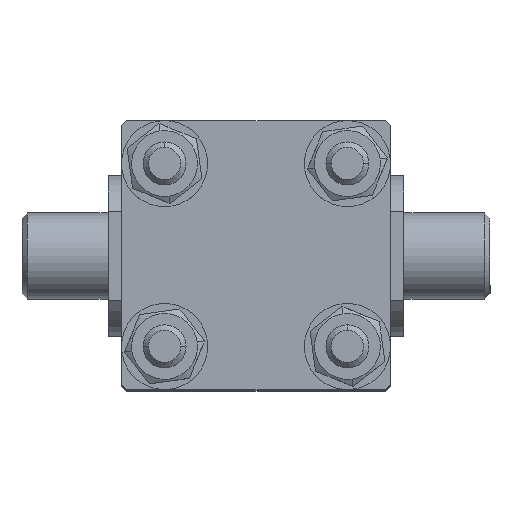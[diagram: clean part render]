
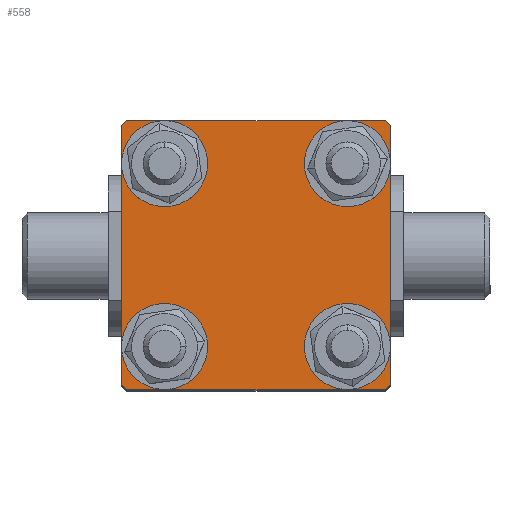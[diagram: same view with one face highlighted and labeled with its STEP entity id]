
A CAD part, top view. The second image highlights one B-rep face of the part: STEP entity #558.
In plain terms, the highlighted planar face has unit normal (0, 0, 1).
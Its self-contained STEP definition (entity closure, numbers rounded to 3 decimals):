
#558 = ADVANCED_FACE ( 'NONE', ( #3245, #3248, #3241, #3247, #3244 ), #2807, .F. ) ;
#1153 = EDGE_CURVE ( 'NONE', #2256, #2259, #6999, .T. ) ;
#1157 = EDGE_CURVE ( 'NONE', #2260, #2261, #7002, .T. ) ;
#1161 = EDGE_CURVE ( 'NONE', #2264, #2265, #7008, .T. ) ;
#1165 = EDGE_CURVE ( 'NONE', #2268, #2269, #7014, .T. ) ;
#1202 = EDGE_CURVE ( 'NONE', #2299, #2297, #7073, .T. ) ;
#1205 = EDGE_CURVE ( 'NONE', #2301, #2282, #7077, .T. ) ;
#1209 = EDGE_CURVE ( 'NONE', #2300, #2280, #7085, .T. ) ;
#1212 = EDGE_CURVE ( 'NONE', #2302, #2303, #7091, .T. ) ;
#1215 = EDGE_CURVE ( 'NONE', #2259, #2256, #7096, .T. ) ;
#1216 = EDGE_CURVE ( 'NONE', #2261, #2260, #7098, .T. ) ;
#1217 = EDGE_CURVE ( 'NONE', #2265, #2264, #7099, .T. ) ;
#1218 = EDGE_CURVE ( 'NONE', #2269, #2268, #7100, .T. ) ;
#1219 = EDGE_CURVE ( 'NONE', #2280, #2302, #7101, .T. ) ;
#1220 = EDGE_CURVE ( 'NONE', #2303, #2299, #7102, .T. ) ;
#1221 = EDGE_CURVE ( 'NONE', #2297, #2301, #7104, .T. ) ;
#1222 = EDGE_CURVE ( 'NONE', #2282, #2300, #7106, .T. ) ;
#1373 = AXIS2_PLACEMENT_3D ( 'NONE', #2803, #2804, #2810 ) ;
#1773 = ORIENTED_EDGE ( 'NONE', *, *, #1215, .T. ) ;
#1774 = ORIENTED_EDGE ( 'NONE', *, *, #1153, .T. ) ;
#1775 = ORIENTED_EDGE ( 'NONE', *, *, #1216, .T. ) ;
#1776 = ORIENTED_EDGE ( 'NONE', *, *, #1157, .T. ) ;
#1777 = ORIENTED_EDGE ( 'NONE', *, *, #1217, .T. ) ;
#1778 = ORIENTED_EDGE ( 'NONE', *, *, #1161, .T. ) ;
#1779 = ORIENTED_EDGE ( 'NONE', *, *, #1218, .T. ) ;
#1780 = ORIENTED_EDGE ( 'NONE', *, *, #1165, .T. ) ;
#1781 = ORIENTED_EDGE ( 'NONE', *, *, #1209, .T. ) ;
#1782 = ORIENTED_EDGE ( 'NONE', *, *, #1219, .T. ) ;
#1783 = ORIENTED_EDGE ( 'NONE', *, *, #1212, .T. ) ;
#1784 = ORIENTED_EDGE ( 'NONE', *, *, #1220, .T. ) ;
#1785 = ORIENTED_EDGE ( 'NONE', *, *, #1202, .T. ) ;
#1786 = ORIENTED_EDGE ( 'NONE', *, *, #1221, .T. ) ;
#1787 = ORIENTED_EDGE ( 'NONE', *, *, #1205, .T. ) ;
#1788 = ORIENTED_EDGE ( 'NONE', *, *, #1222, .T. ) ;
#2256 = VERTEX_POINT ( 'NONE', #8782 ) ;
#2259 = VERTEX_POINT ( 'NONE', #8785 ) ;
#2260 = VERTEX_POINT ( 'NONE', #8786 ) ;
#2261 = VERTEX_POINT ( 'NONE', #8787 ) ;
#2264 = VERTEX_POINT ( 'NONE', #8790 ) ;
#2265 = VERTEX_POINT ( 'NONE', #8791 ) ;
#2268 = VERTEX_POINT ( 'NONE', #8794 ) ;
#2269 = VERTEX_POINT ( 'NONE', #8795 ) ;
#2280 = VERTEX_POINT ( 'NONE', #8806 ) ;
#2282 = VERTEX_POINT ( 'NONE', #8808 ) ;
#2297 = VERTEX_POINT ( 'NONE', #8823 ) ;
#2299 = VERTEX_POINT ( 'NONE', #8825 ) ;
#2300 = VERTEX_POINT ( 'NONE', #8826 ) ;
#2301 = VERTEX_POINT ( 'NONE', #8827 ) ;
#2302 = VERTEX_POINT ( 'NONE', #8828 ) ;
#2303 = VERTEX_POINT ( 'NONE', #8829 ) ;
#2313 = EDGE_LOOP ( 'NONE', ( #1777, #1778 ) ) ;
#2315 = EDGE_LOOP ( 'NONE', ( #1775, #1776 ) ) ;
#2316 = EDGE_LOOP ( 'NONE', ( #1781, #1782, #1783, #1784, #1785, #1786, #1787, #1788 ) ) ;
#2317 = EDGE_LOOP ( 'NONE', ( #1773, #1774 ) ) ;
#2318 = EDGE_LOOP ( 'NONE', ( #1779, #1780 ) ) ;
#2803 = CARTESIAN_POINT ( 'NONE',  ( 0., 0., 12.5 ) ) ;
#2804 = DIRECTION ( 'NONE',  ( 0., 0., -1. ) ) ;
#2807 = PLANE ( 'NONE',  #1373 ) ;
#2810 = DIRECTION ( 'NONE',  ( -1., 0., 0. ) ) ;
#3241 = FACE_BOUND ( 'NONE', #2313, .T. ) ;
#3244 = FACE_OUTER_BOUND ( 'NONE', #2316, .T. ) ;
#3245 = FACE_BOUND ( 'NONE', #2317, .T. ) ;
#3247 = FACE_BOUND ( 'NONE', #2318, .T. ) ;
#3248 = FACE_BOUND ( 'NONE', #2315, .T. ) ;
#5821 = AXIS2_PLACEMENT_3D ( 'NONE', #8178, #8179, #8180 ) ;
#5824 = AXIS2_PLACEMENT_3D ( 'NONE', #8188, #8189, #8190 ) ;
#5827 = AXIS2_PLACEMENT_3D ( 'NONE', #8198, #8199, #8200 ) ;
#5831 = AXIS2_PLACEMENT_3D ( 'NONE', #8208, #8209, #8210 ) ;
#5851 = AXIS2_PLACEMENT_3D ( 'NONE', #8453, #8454, #8455 ) ;
#5852 = AXIS2_PLACEMENT_3D ( 'NONE', #8456, #8457, #8458 ) ;
#5853 = AXIS2_PLACEMENT_3D ( 'NONE', #8461, #8462, #8463 ) ;
#5854 = AXIS2_PLACEMENT_3D ( 'NONE', #8464, #8465, #8466 ) ;
#6999 = CIRCLE ( 'NONE', #5821, 4.5 ) ;
#7002 = CIRCLE ( 'NONE', #5824, 4.5 ) ;
#7008 = CIRCLE ( 'NONE', #5827, 4.5 ) ;
#7014 = CIRCLE ( 'NONE', #5831, 4.5 ) ;
#7073 = LINE ( 'NONE', #8422, #7074 ) ;
#7074 = VECTOR ( 'NONE', #8418, 1000. ) ;
#7077 = LINE ( 'NONE', #8434, #7080 ) ;
#7080 = VECTOR ( 'NONE', #8435, 1000. ) ;
#7085 = LINE ( 'NONE', #8442, #7088 ) ;
#7088 = VECTOR ( 'NONE', #8443, 1000. ) ;
#7091 = LINE ( 'NONE', #8430, #7093 ) ;
#7093 = VECTOR ( 'NONE', #8425, 1000. ) ;
#7096 = CIRCLE ( 'NONE', #5851, 4.5 ) ;
#7098 = CIRCLE ( 'NONE', #5852, 4.5 ) ;
#7099 = CIRCLE ( 'NONE', #5853, 4.5 ) ;
#7100 = CIRCLE ( 'NONE', #5854, 4.5 ) ;
#7101 = LINE ( 'NONE', #8459, #7103 ) ;
#7102 = LINE ( 'NONE', #8467, #7105 ) ;
#7103 = VECTOR ( 'NONE', #8460, 1000. ) ;
#7104 = LINE ( 'NONE', #8469, #7107 ) ;
#7105 = VECTOR ( 'NONE', #8468, 1000. ) ;
#7106 = LINE ( 'NONE', #8471, #7109 ) ;
#7107 = VECTOR ( 'NONE', #8470, 1000. ) ;
#7109 = VECTOR ( 'NONE', #8472, 1000. ) ;
#8178 = CARTESIAN_POINT ( 'NONE',  ( -17., 17., 12.5 ) ) ;
#8179 = DIRECTION ( 'NONE',  ( 0., 0., -1. ) ) ;
#8180 = DIRECTION ( 'NONE',  ( -1., 0., 0. ) ) ;
#8188 = CARTESIAN_POINT ( 'NONE',  ( -17., -17., 12.5 ) ) ;
#8189 = DIRECTION ( 'NONE',  ( 0., 0., -1. ) ) ;
#8190 = DIRECTION ( 'NONE',  ( -1., 0., 0. ) ) ;
#8198 = CARTESIAN_POINT ( 'NONE',  ( 17., -17., 12.5 ) ) ;
#8199 = DIRECTION ( 'NONE',  ( 0., 0., -1. ) ) ;
#8200 = DIRECTION ( 'NONE',  ( -1., 0., 0. ) ) ;
#8208 = CARTESIAN_POINT ( 'NONE',  ( 17., 17., 12.5 ) ) ;
#8209 = DIRECTION ( 'NONE',  ( 0., 0., -1. ) ) ;
#8210 = DIRECTION ( 'NONE',  ( -1., 0., 0. ) ) ;
#8418 = DIRECTION ( 'NONE',  ( 0., 1., 0. ) ) ;
#8422 = CARTESIAN_POINT ( 'NONE',  ( 25., -25., 12.5 ) ) ;
#8425 = DIRECTION ( 'NONE',  ( 1., 0., 0. ) ) ;
#8430 = CARTESIAN_POINT ( 'NONE',  ( -25., -25., 12.5 ) ) ;
#8434 = CARTESIAN_POINT ( 'NONE',  ( -25., 25., 12.5 ) ) ;
#8435 = DIRECTION ( 'NONE',  ( -1., 0., 0. ) ) ;
#8442 = CARTESIAN_POINT ( 'NONE',  ( -25., -25., 12.5 ) ) ;
#8443 = DIRECTION ( 'NONE',  ( 0., -1., 0. ) ) ;
#8453 = CARTESIAN_POINT ( 'NONE',  ( -17., 17., 12.5 ) ) ;
#8454 = DIRECTION ( 'NONE',  ( 0., 0., -1. ) ) ;
#8455 = DIRECTION ( 'NONE',  ( -1., 0., 0. ) ) ;
#8456 = CARTESIAN_POINT ( 'NONE',  ( -17., -17., 12.5 ) ) ;
#8457 = DIRECTION ( 'NONE',  ( 0., 0., -1. ) ) ;
#8458 = DIRECTION ( 'NONE',  ( -1., 0., 0. ) ) ;
#8459 = CARTESIAN_POINT ( 'NONE',  ( -24., -25., 12.5 ) ) ;
#8460 = DIRECTION ( 'NONE',  ( 0.707, -0.707, 0. ) ) ;
#8461 = CARTESIAN_POINT ( 'NONE',  ( 17., -17., 12.5 ) ) ;
#8462 = DIRECTION ( 'NONE',  ( 0., 0., -1. ) ) ;
#8463 = DIRECTION ( 'NONE',  ( -1., 0., 0. ) ) ;
#8464 = CARTESIAN_POINT ( 'NONE',  ( 17., 17., 12.5 ) ) ;
#8465 = DIRECTION ( 'NONE',  ( 0., 0., -1. ) ) ;
#8466 = DIRECTION ( 'NONE',  ( -1., 0., 0. ) ) ;
#8467 = CARTESIAN_POINT ( 'NONE',  ( 25., -24., 12.5 ) ) ;
#8468 = DIRECTION ( 'NONE',  ( 0.707, 0.707, 0. ) ) ;
#8469 = CARTESIAN_POINT ( 'NONE',  ( 24., 25., 12.5 ) ) ;
#8470 = DIRECTION ( 'NONE',  ( -0.707, 0.707, 0. ) ) ;
#8471 = CARTESIAN_POINT ( 'NONE',  ( -25., 24., 12.5 ) ) ;
#8472 = DIRECTION ( 'NONE',  ( -0.707, -0.707, 0. ) ) ;
#8782 = CARTESIAN_POINT ( 'NONE',  ( -12.5, 17., 12.5 ) ) ;
#8785 = CARTESIAN_POINT ( 'NONE',  ( -21.5, 17., 12.5 ) ) ;
#8786 = CARTESIAN_POINT ( 'NONE',  ( -12.5, -17., 12.5 ) ) ;
#8787 = CARTESIAN_POINT ( 'NONE',  ( -21.5, -17., 12.5 ) ) ;
#8790 = CARTESIAN_POINT ( 'NONE',  ( 21.5, -17., 12.5 ) ) ;
#8791 = CARTESIAN_POINT ( 'NONE',  ( 12.5, -17., 12.5 ) ) ;
#8794 = CARTESIAN_POINT ( 'NONE',  ( 21.5, 17., 12.5 ) ) ;
#8795 = CARTESIAN_POINT ( 'NONE',  ( 12.5, 17., 12.5 ) ) ;
#8806 = CARTESIAN_POINT ( 'NONE',  ( -25., -24., 12.5 ) ) ;
#8808 = CARTESIAN_POINT ( 'NONE',  ( -24., 25., 12.5 ) ) ;
#8823 = CARTESIAN_POINT ( 'NONE',  ( 25., 24., 12.5 ) ) ;
#8825 = CARTESIAN_POINT ( 'NONE',  ( 25., -24., 12.5 ) ) ;
#8826 = CARTESIAN_POINT ( 'NONE',  ( -25., 24., 12.5 ) ) ;
#8827 = CARTESIAN_POINT ( 'NONE',  ( 24., 25., 12.5 ) ) ;
#8828 = CARTESIAN_POINT ( 'NONE',  ( -24., -25., 12.5 ) ) ;
#8829 = CARTESIAN_POINT ( 'NONE',  ( 24., -25., 12.5 ) ) ;
